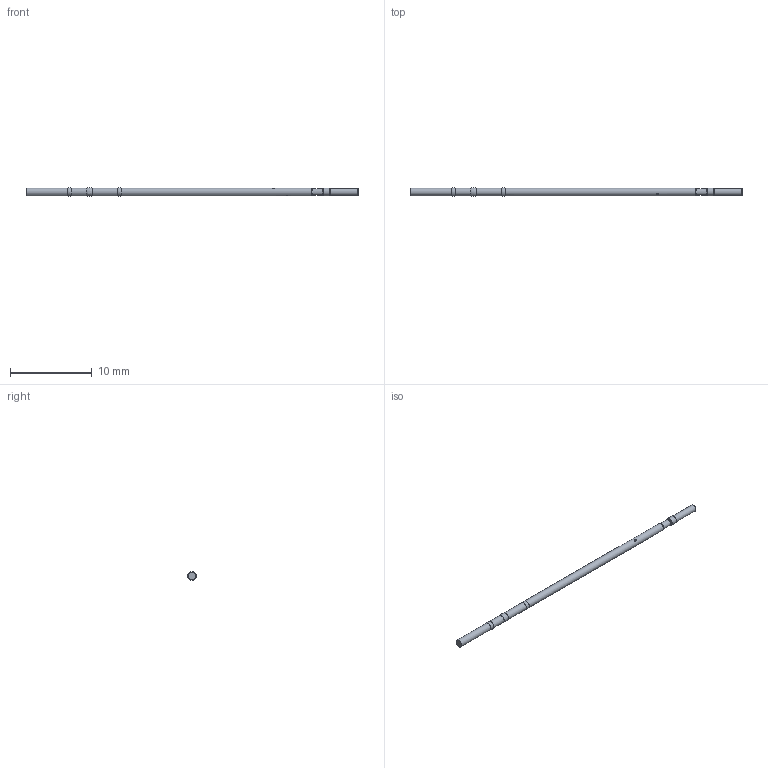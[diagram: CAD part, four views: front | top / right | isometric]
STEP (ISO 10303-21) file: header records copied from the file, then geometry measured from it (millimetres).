
FILE_DESCRIPTION (( 'STEP AP214' ), '1' );
FILE_NAME ('050-SRB255J.STEP', '2023-12-18T20:27:25', ( '' ), ( '' ), 'SwSTEP 2.0', 'SolidWorks 2023', '' );
FILE_SCHEMA (( 'AUTOMOTIVE_DESIGN' ));
Length unit declared in the file: inch
Products named in the file (1): 050-SRB255J
Bounding box: 40.64 x 1.04 x 1.05 mm (x, y, z)
Volume: 28.2 mm3; surface area: 121.5 mm2
Topology: 1 solids, 1 shells, 24 faces, 46 edges, 27 vertices
Faces by surface type: cone 9, cylinder 7, plane 5, torus 3
Full cylindrical faces by diameter (mm): 0.77 x1, 0.838 x1, 0.94 x1, 0.952 x4
Entity records: 663 total; most frequent: CARTESIAN_POINT 242, DIRECTION 90, ORIENTED_EDGE 46, EDGE_LOOP 46, AXIS2_PLACEMENT_3D 45, FACE_OUTER_BOUND 34, ADVANCED_FACE 24, EDGE_CURVE 23
